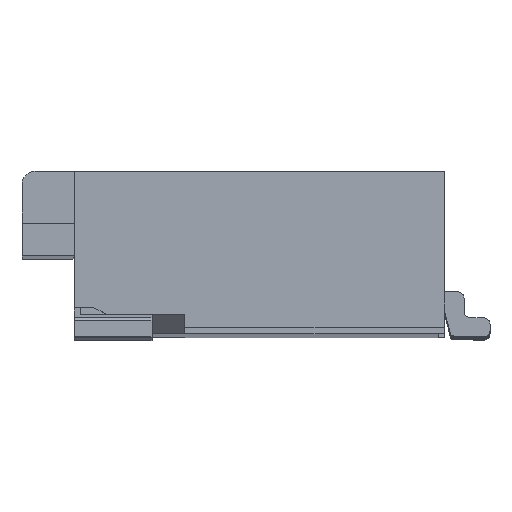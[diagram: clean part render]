
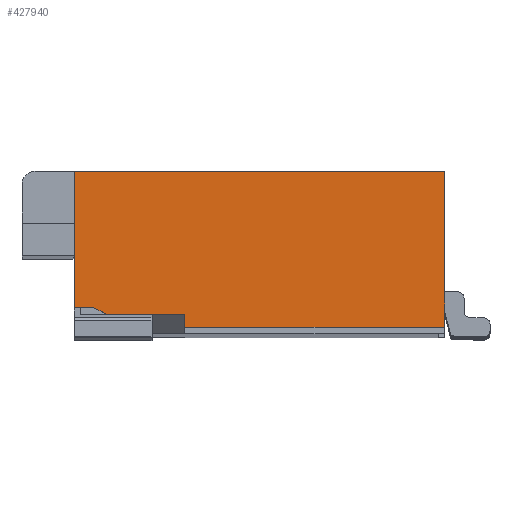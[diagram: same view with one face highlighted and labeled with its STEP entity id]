
A CAD part, top view. The second image highlights one B-rep face of the part: STEP entity #427940.
In plain terms, the highlighted planar face has unit normal (0, 0, 1).
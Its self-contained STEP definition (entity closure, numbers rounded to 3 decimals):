
#82000=CARTESIAN_POINT('',(5.7,2.5,14.845));
#82010=VERTEX_POINT('',#82000);
#82040=CARTESIAN_POINT('',(0.,2.5,14.845));
#82050=DIRECTION('',(-1.,0.,0.));
#82060=VECTOR('',#82050,1.);
#82070=LINE('',#82040,#82060);
#82080=CARTESIAN_POINT('',(0.,2.5,14.845));
#82090=VERTEX_POINT('',#82080);
#82100=EDGE_CURVE('',#82010,#82090,#82070,.T.);
#101840=CARTESIAN_POINT('',(0.,0.,14.845));
#101850=DIRECTION('',(0.,1.,0.));
#101860=VECTOR('',#101850,1.);
#101870=LINE('',#101840,#101860);
#101880=CARTESIAN_POINT('',(0.,0.4,14.845));
#101890=VERTEX_POINT('',#101880);
#101900=EDGE_CURVE('',#101890,#82090,#101870,.T.);
#105440=CARTESIAN_POINT('',(1.7,0.1,14.845));
#105450=VERTEX_POINT('',#105440);
#105480=CARTESIAN_POINT('',(0.,0.1,14.845));
#105490=DIRECTION('',(1.,0.,0.));
#105500=VECTOR('',#105490,1.);
#105510=LINE('',#105480,#105500);
#105520=CARTESIAN_POINT('',(5.7,0.1,14.845));
#105530=VERTEX_POINT('',#105520);
#105540=EDGE_CURVE('',#105450,#105530,#105510,.T.);
#427480=CARTESIAN_POINT('',(2.916,1.69,14.845));
#427490=DIRECTION('',(0.,0.,1.));
#427500=DIRECTION('',(1.,0.,0.));
#427510=AXIS2_PLACEMENT_3D('',#427480,#427490,#427500);
#427520=PLANE('',#427510);
#427530=ORIENTED_EDGE('',*,*,#105540,.T.);
#427540=CARTESIAN_POINT('',(1.7,0.,14.845));
#427550=DIRECTION('',(0.,-1.,0.));
#427560=VECTOR('',#427550,1.);
#427570=LINE('',#427540,#427560);
#427580=CARTESIAN_POINT('',(1.7,0.3,14.845));
#427590=VERTEX_POINT('',#427580);
#427600=EDGE_CURVE('',#427590,#105450,#427570,.T.);
#427610=ORIENTED_EDGE('',*,*,#427600,.T.);
#427620=CARTESIAN_POINT('',(0.,0.3,14.845));
#427630=DIRECTION('',(-1.,0.,0.));
#427640=VECTOR('',#427630,1.);
#427650=LINE('',#427620,#427640);
#427660=CARTESIAN_POINT('',(0.5,0.3,14.845));
#427670=VERTEX_POINT('',#427660);
#427680=EDGE_CURVE('',#427590,#427670,#427650,.T.);
#427690=ORIENTED_EDGE('',*,*,#427680,.F.);
#427700=CARTESIAN_POINT('',(0.,0.55,14.845));
#427710=DIRECTION('',(0.894,-0.447,0.));
#427720=VECTOR('',#427710,1.);
#427730=LINE('',#427700,#427720);
#427740=CARTESIAN_POINT('',(0.3,0.4,14.845));
#427750=VERTEX_POINT('',#427740);
#427760=EDGE_CURVE('',#427750,#427670,#427730,.T.);
#427770=ORIENTED_EDGE('',*,*,#427760,.T.);
#427780=CARTESIAN_POINT('',(0.,0.4,14.845));
#427790=DIRECTION('',(-1.,0.,0.));
#427800=VECTOR('',#427790,1.);
#427810=LINE('',#427780,#427800);
#427820=EDGE_CURVE('',#427750,#101890,#427810,.T.);
#427830=ORIENTED_EDGE('',*,*,#427820,.F.);
#427840=ORIENTED_EDGE('',*,*,#101900,.F.);
#427850=ORIENTED_EDGE('',*,*,#82100,.T.);
#427860=CARTESIAN_POINT('',(5.7,0.,14.845));
#427870=DIRECTION('',(0.,-1.,0.));
#427880=VECTOR('',#427870,1.);
#427890=LINE('',#427860,#427880);
#427900=EDGE_CURVE('',#82010,#105530,#427890,.T.);
#427910=ORIENTED_EDGE('',*,*,#427900,.F.);
#427920=EDGE_LOOP('',(#427910,#427850,#427840,#427830,#427770,#427690,
#427610,#427530));
#427930=FACE_OUTER_BOUND('',#427920,.T.);
#427940=ADVANCED_FACE('',(#427930),#427520,.T.);
